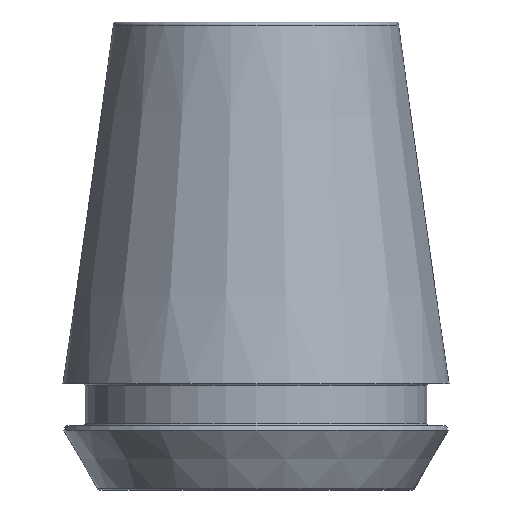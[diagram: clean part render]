
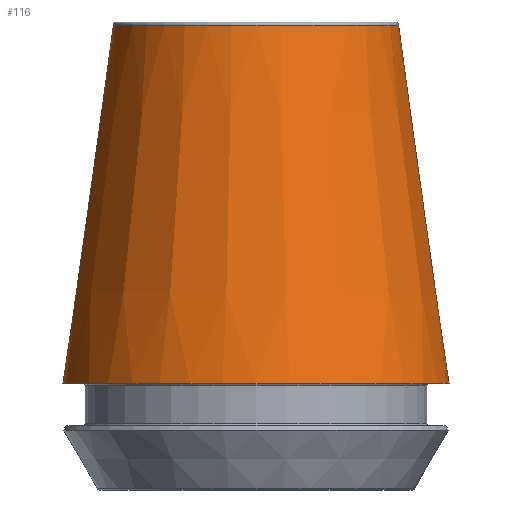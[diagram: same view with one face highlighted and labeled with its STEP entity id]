
A CAD part, left-side view. The second image highlights one B-rep face of the part: STEP entity #116.
In plain terms, the highlighted conical face has half-angle 8 degrees and reference radius 16.5 mm.
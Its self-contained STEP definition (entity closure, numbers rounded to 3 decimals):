
#107=CONICAL_SURFACE('',#268,16.5,8.);
#116=ADVANCED_FACE('',(#134,#135),#107,.T.);
#134=FACE_BOUND('',#154,.T.);
#135=FACE_BOUND('',#155,.T.);
#154=EDGE_LOOP('',(#176));
#155=EDGE_LOOP('',(#177));
#176=ORIENTED_EDGE('',*,*,#209,.T.);
#177=ORIENTED_EDGE('',*,*,#205,.F.);
#194=VERTEX_POINT('',#343);
#198=VERTEX_POINT('',#353);
#205=EDGE_CURVE('',#194,#194,#216,.T.);
#209=EDGE_CURVE('',#198,#198,#220,.T.);
#216=CIRCLE('',#261,12.194);
#220=CIRCLE('',#267,16.5);
#261=AXIS2_PLACEMENT_3D('',#342,#292,#293);
#267=AXIS2_PLACEMENT_3D('',#352,#304,#305);
#268=AXIS2_PLACEMENT_3D('',#354,#306,#307);
#292=DIRECTION('',(0.,0.,1.));
#293=DIRECTION('',(1.,0.,0.));
#304=DIRECTION('',(0.,0.,1.));
#305=DIRECTION('',(1.,0.,0.));
#306=DIRECTION('',(0.,0.,-1.));
#307=DIRECTION('',(1.,0.,0.));
#342=CARTESIAN_POINT('',(0.,0.,27.082));
#343=CARTESIAN_POINT('',(12.194,0.,27.082));
#352=CARTESIAN_POINT('',(0.,0.,-3.56));
#353=CARTESIAN_POINT('',(16.5,0.,-3.56));
#354=CARTESIAN_POINT('',(0.,0.,-3.56));
